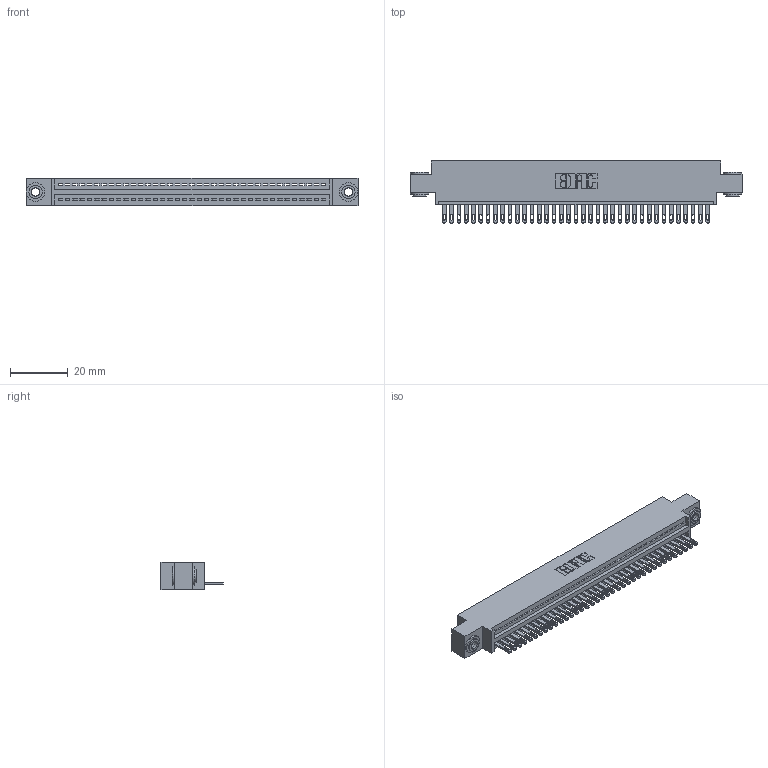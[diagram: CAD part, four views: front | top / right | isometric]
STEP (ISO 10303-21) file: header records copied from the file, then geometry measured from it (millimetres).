
FILE_DESCRIPTION (( 'STEP AP203' ), '1' );
FILE_NAME ('345-037-500-603.STEP', '2019-10-08T00:19:42', ( '' ), ( '' ), 'SwSTEP 2.0', 'SolidWorks 2016', '' );
FILE_SCHEMA (( 'CONFIG_CONTROL_DESIGN' ));
Length unit declared in the file: inch
Products named in the file (4): 345-037-500-603; 345-292-001_345-293-100; 345-250-002_345-250-002-102; 345 Part_0.170 Offset - 0.156 Dia-TH
Assembly tree (40 placements, depth 2):
  345-037-500-603
    345 Part_0.170 Offset - 0.156 Dia-TH
    345-292-001_345-293-100  x37
    345-250-002_345-250-002-102  x2
Bounding box: 115.19 x 21.51 x 9.4 mm (x, y, z)
Volume: 10828.7 mm3; surface area: 14746.6 mm2
Topology: 40 solids, 40 shells, 2166 faces, 6645 edges, 4426 vertices
Faces by surface type: plane 1352, cylinder 806, cone 8
Entity records: 29232 total; most frequent: CARTESIAN_POINT 5042, ORIENTED_EDGE 5006, DIRECTION 4443, EDGE_CURVE 2503, VECTOR 2195, LINE 2195, VERTEX_POINT 1666, AXIS2_PLACEMENT_3D 1124
